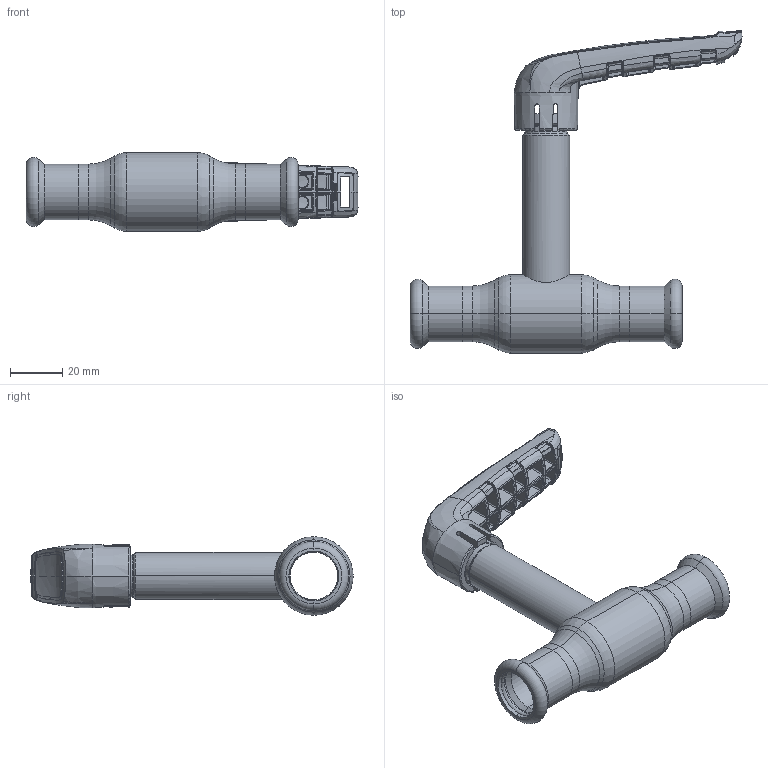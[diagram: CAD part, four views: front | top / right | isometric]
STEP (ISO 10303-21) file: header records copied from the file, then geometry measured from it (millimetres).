
FILE_DESCRIPTION (( 'STEP AP214' ), '1' );
FILE_NAME ('XPR10101 DN15 18 x 18.step', '2018-09-10T11:19:40', ( '' ), ( '' ), 'SwSTEP 2.0', 'SolidWorks 2017', '' );
FILE_SCHEMA (( 'AUTOMOTIVE_DESIGN' ));
Length unit declared in the file: millimetre
Products named in the file (1): XPR10101 DN15 18 x 18
Bounding box: 126.78 x 123.08 x 30 mm (x, y, z)
Surface area: 25332.3 mm2 (no closed solid volume)
Topology: 0 solids, 8 shells, 783 faces, 2436 edges, 1548 vertices
Faces by surface type: bspline 646, plane 48, cylinder 36, cone 32, torus 21
Entity records: 58678 total; most frequent: CARTESIAN_POINT 34527, ORIENTED_EDGE 4070, EDGE_CURVE 2406, B_SPLINE_CURVE_WITH_KNOTS 1691, VERTEX_POINT 1548, DIRECTION 1539, EDGE_LOOP 803, UNCERTAINTY_MEASURE_WITH_UNIT 785
